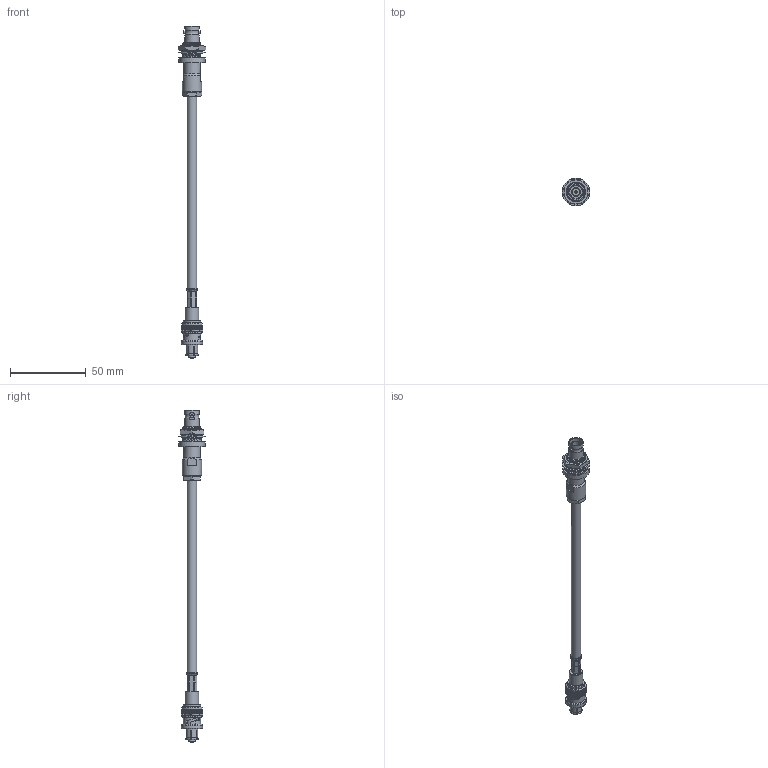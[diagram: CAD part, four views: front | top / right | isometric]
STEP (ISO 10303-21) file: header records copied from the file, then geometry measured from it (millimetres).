
FILE_DESCRIPTION (( 'STEP AP203' ), '1' );
FILE_NAME ('PE33018.step', '2019-12-03T19:31:47', ( '' ), ( '' ), 'SwSTEP 2.0', 'SolidWorks 2018', '' );
FILE_SCHEMA (( 'CONFIG_CONTROL_DESIGN' ));
Length unit declared in the file: inch
Products named in the file (4): PE4343_Crimped; PE4315; Coax Cable_RG59; PE33018
Assembly tree (3 placements, depth 2):
  PE33018
    Coax Cable_RG59
    PE4315
    PE4343_Crimped
Bounding box: 18.34 x 18.34 x 219.63 mm (x, y, z)
Volume: 10931.6 mm3; surface area: 10194.8 mm2
Topology: 7 solids, 9 shells, 552 faces, 1549 edges, 1037 vertices
Faces by surface type: plane 250, cylinder 164, bspline 97, cone 38, torus 3
Full cylindrical faces by diameter (mm): 1.016 x1, 1.166 x1, 1.27 x1, 1.524 x1, 1.943 x2, 2.184 x1, 3.988 x1, 4.013 x1, 4.595 x1, 4.953 x1, 5.5 x1, 5.969 x1, 6.147 x1, 6.35 x1, 6.502 x1, 7.057 x1, 7.501 x1, 7.518 x1, 8.23 x1, 8.255 x1, 8.8 x1, 9.395 x1, 9.42 x2, 10.668 x2, 11.395 x2, 12.7 x1, 12.759 x1, 13.267 x1, 13.38 x1, 13.424 x1
Entity records: 35760 total; most frequent: CARTESIAN_POINT 22925, ORIENTED_EDGE 2918, DIRECTION 2058, EDGE_CURVE 1459, VERTEX_POINT 1008, AXIS2_PLACEMENT_3D 815, EDGE_LOOP 643, B_SPLINE_CURVE_WITH_KNOTS 602
